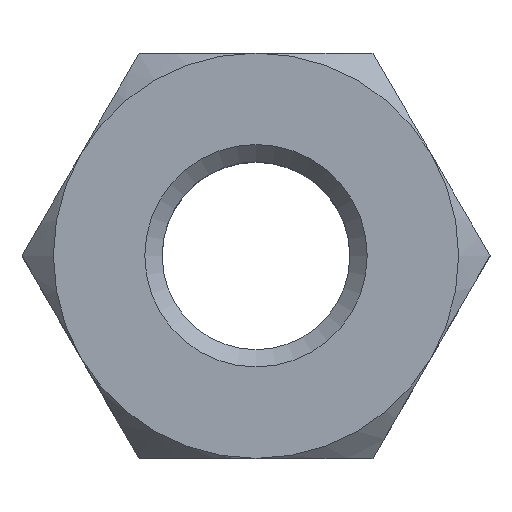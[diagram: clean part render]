
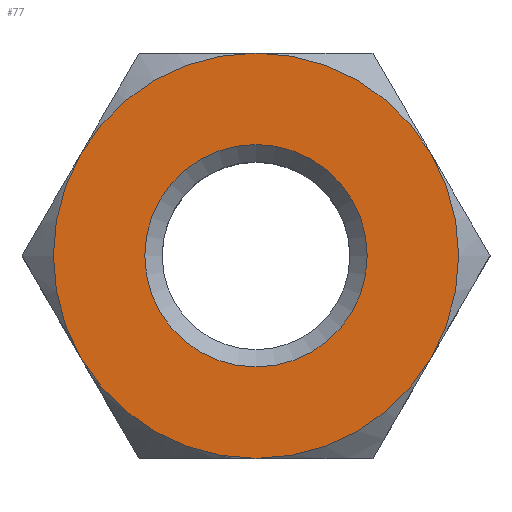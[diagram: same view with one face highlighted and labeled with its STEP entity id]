
A CAD part, top view. The second image highlights one B-rep face of the part: STEP entity #77.
In plain terms, the highlighted planar face has unit normal (0, 0, 1).
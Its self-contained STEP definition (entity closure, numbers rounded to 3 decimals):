
#77 = ADVANCED_FACE( '', ( #157, #158 ), #159, .F. );
#157 = FACE_BOUND( '', #238, .T. );
#158 = FACE_OUTER_BOUND( '', #239, .T. );
#159 = PLANE( '', #240 );
#238 = EDGE_LOOP( '', ( #378 ) );
#239 = EDGE_LOOP( '', ( #379, #380, #381, #382, #383, #384 ) );
#240 = AXIS2_PLACEMENT_3D( '', #385, #386, #387 );
#378 = ORIENTED_EDGE( '', *, *, #458, .T. );
#379 = ORIENTED_EDGE( '', *, *, #495, .T. );
#380 = ORIENTED_EDGE( '', *, *, #485, .T. );
#381 = ORIENTED_EDGE( '', *, *, #472, .T. );
#382 = ORIENTED_EDGE( '', *, *, #470, .T. );
#383 = ORIENTED_EDGE( '', *, *, #504, .T. );
#384 = ORIENTED_EDGE( '', *, *, #491, .T. );
#385 = CARTESIAN_POINT( '', ( 0., 0., 2.5 ) );
#386 = DIRECTION( '', ( 0., 0., -1. ) );
#387 = DIRECTION( '', ( -1., 0., 0. ) );
#458 = EDGE_CURVE( '', #534, #534, #535, .T. );
#470 = EDGE_CURVE( '', #524, #549, #554, .F. );
#472 = EDGE_CURVE( '', #556, #524, #557, .F. );
#485 = EDGE_CURVE( '', #567, #556, #576, .F. );
#491 = EDGE_CURVE( '', #585, #586, #587, .T. );
#495 = EDGE_CURVE( '', #586, #567, #592, .F. );
#504 = EDGE_CURVE( '', #549, #585, #601, .F. );
#524 = VERTEX_POINT( '', #629 );
#534 = VERTEX_POINT( '', #657 );
#535 = CIRCLE( '', #658, 1.921 );
#549 = VERTEX_POINT( '', #694 );
#554 = CIRCLE( '', #716, 3.5 );
#556 = VERTEX_POINT( '', #718 );
#557 = CIRCLE( '', #719, 3.5 );
#567 = VERTEX_POINT( '', #737 );
#576 = CIRCLE( '', #771, 3.5 );
#585 = VERTEX_POINT( '', #792 );
#586 = VERTEX_POINT( '', #793 );
#587 = CIRCLE( '', #794, 3.5 );
#592 = CIRCLE( '', #811, 3.5 );
#601 = CIRCLE( '', #841, 3.5 );
#629 = CARTESIAN_POINT( '', ( 3.031, -1.75, 2.5 ) );
#657 = CARTESIAN_POINT( '', ( 0., 1.921, 2.5 ) );
#658 = AXIS2_PLACEMENT_3D( '', #875, #876, #877 );
#694 = CARTESIAN_POINT( '', ( 3.031, 1.75, 2.5 ) );
#716 = AXIS2_PLACEMENT_3D( '', #882, #883, #884 );
#718 = CARTESIAN_POINT( '', ( 0., -3.5, 2.5 ) );
#719 = AXIS2_PLACEMENT_3D( '', #885, #886, #887 );
#737 = CARTESIAN_POINT( '', ( -3.031, -1.75, 2.5 ) );
#771 = AXIS2_PLACEMENT_3D( '', #896, #897, #898 );
#792 = CARTESIAN_POINT( '', ( 0., 3.5, 2.5 ) );
#793 = CARTESIAN_POINT( '', ( -3.031, 1.75, 2.5 ) );
#794 = AXIS2_PLACEMENT_3D( '', #902, #903, #904 );
#811 = AXIS2_PLACEMENT_3D( '', #905, #906, #907 );
#841 = AXIS2_PLACEMENT_3D( '', #914, #915, #916 );
#875 = CARTESIAN_POINT( '', ( 0., 0., 2.5 ) );
#876 = DIRECTION( '', ( 0., 0., -1. ) );
#877 = DIRECTION( '', ( 0., 1., 0. ) );
#882 = CARTESIAN_POINT( '', ( 0., 0., 2.5 ) );
#883 = DIRECTION( '', ( 0., 0., -1. ) );
#884 = DIRECTION( '', ( -1., 0., 0. ) );
#885 = CARTESIAN_POINT( '', ( 0., 0., 2.5 ) );
#886 = DIRECTION( '', ( 0., 0., -1. ) );
#887 = DIRECTION( '', ( -1., 0., 0. ) );
#896 = CARTESIAN_POINT( '', ( 0., 0., 2.5 ) );
#897 = DIRECTION( '', ( 0., 0., -1. ) );
#898 = DIRECTION( '', ( -1., 0., 0. ) );
#902 = CARTESIAN_POINT( '', ( 0., 0., 2.5 ) );
#903 = DIRECTION( '', ( 0., 0., 1. ) );
#904 = DIRECTION( '', ( 1., 0., 0. ) );
#905 = CARTESIAN_POINT( '', ( 0., 0., 2.5 ) );
#906 = DIRECTION( '', ( 0., 0., -1. ) );
#907 = DIRECTION( '', ( -1., 0., 0. ) );
#914 = CARTESIAN_POINT( '', ( 0., 0., 2.5 ) );
#915 = DIRECTION( '', ( 0., 0., -1. ) );
#916 = DIRECTION( '', ( -1., 0., 0. ) );
